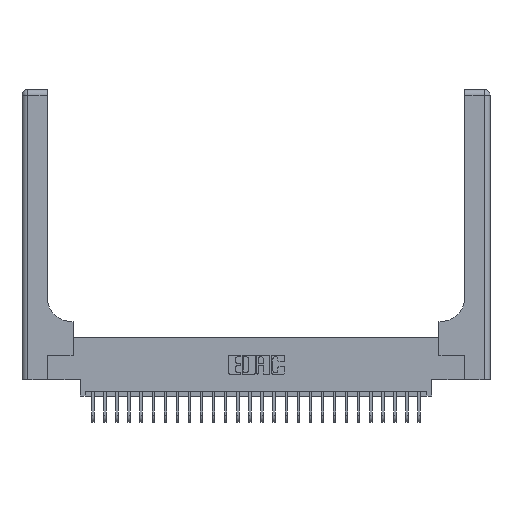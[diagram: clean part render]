
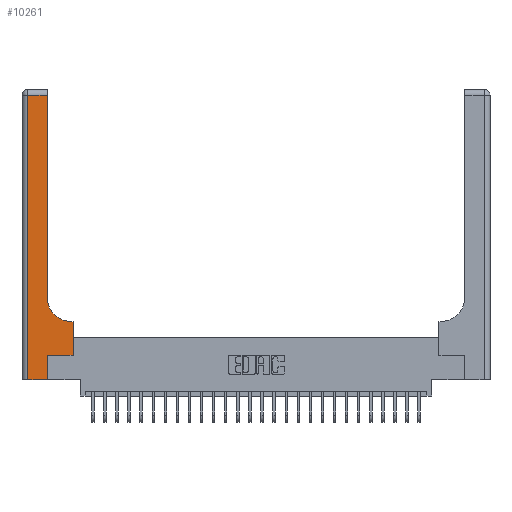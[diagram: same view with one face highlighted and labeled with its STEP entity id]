
A CAD part, top view. The second image highlights one B-rep face of the part: STEP entity #10261.
In plain terms, the highlighted planar face has unit normal (0, 0, 1).
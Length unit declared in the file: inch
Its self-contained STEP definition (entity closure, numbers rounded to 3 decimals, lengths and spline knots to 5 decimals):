
#126 = EDGE_CURVE ( 'NONE', #6972, #7508, #25840, .T. ) ;
#1135 = LINE ( 'NONE', #12238, #23213 ) ;
#1337 = VERTEX_POINT ( 'NONE', #21622 ) ;
#1551 = FACE_OUTER_BOUND ( 'NONE', #21516, .T. ) ;
#2690 = CARTESIAN_POINT ( 'NONE',  ( 0., 3., 0.37 ) ) ;
#2791 = EDGE_CURVE ( 'NONE', #13792, #21303, #16238, .T. ) ;
#2972 = DIRECTION ( 'NONE',  ( 1., 0., 0. ) ) ;
#3637 = ORIENTED_EDGE ( 'NONE', *, *, #10231, .T. ) ;
#3680 = VECTOR ( 'NONE', #22744, 39.37008 ) ;
#3681 = LINE ( 'NONE', #11544, #16177 ) ;
#3937 = ORIENTED_EDGE ( 'NONE', *, *, #13403, .T. ) ;
#5347 = CIRCLE ( 'NONE', #15744, 0.25 ) ;
#5384 = VERTEX_POINT ( 'NONE', #23546 ) ;
#6056 = VECTOR ( 'NONE', #9122, 39.37008 ) ;
#6075 = CARTESIAN_POINT ( 'NONE',  ( 0.528, 0.6, 0.37 ) ) ;
#6250 = CARTESIAN_POINT ( 'NONE',  ( 0.528, 0.25, 0.37 ) ) ;
#6972 = VERTEX_POINT ( 'NONE', #6075 ) ;
#7142 = VERTEX_POINT ( 'NONE', #19566 ) ;
#7317 = CARTESIAN_POINT ( 'NONE',  ( 0.265, 0.25, 0.37 ) ) ;
#7508 = VERTEX_POINT ( 'NONE', #25850 ) ;
#7713 = VECTOR ( 'NONE', #15479, 39.37008 ) ;
#7967 = EDGE_CURVE ( 'NONE', #5384, #23215, #10684, .T. ) ;
#9122 = DIRECTION ( 'NONE',  ( 1., 0., 0. ) ) ;
#9135 = DIRECTION ( 'NONE',  ( 0., 0., -1. ) ) ;
#9995 = DIRECTION ( 'NONE',  ( 0., 1., 0. ) ) ;
#10231 = EDGE_CURVE ( 'NONE', #1337, #13792, #23294, .T. ) ;
#10261 = ADVANCED_FACE ( 'NONE', ( #1551 ), #13207, .F. ) ;
#10264 = CARTESIAN_POINT ( 'NONE',  ( 0.26, 0.85, 0.37 ) ) ;
#10684 = LINE ( 'NONE', #7317, #7713 ) ;
#11167 = DIRECTION ( 'NONE',  ( -1., 0., 0. ) ) ;
#11544 = CARTESIAN_POINT ( 'NONE',  ( 0.26, 3., 0.37 ) ) ;
#11800 = VECTOR ( 'NONE', #11167, 39.37008 ) ;
#12125 = CARTESIAN_POINT ( 'NONE',  ( 0.26, 0.6, 0.37 ) ) ;
#12145 = DIRECTION ( 'NONE',  ( 0., 1., 0. ) ) ;
#12216 = VERTEX_POINT ( 'NONE', #10264 ) ;
#12238 = CARTESIAN_POINT ( 'NONE',  ( 0.265, 0., 0.37 ) ) ;
#12411 = ORIENTED_EDGE ( 'NONE', *, *, #19227, .T. ) ;
#12942 = ORIENTED_EDGE ( 'NONE', *, *, #14195, .T. ) ;
#13106 = CARTESIAN_POINT ( 'NONE',  ( 0., 0., 0.37 ) ) ;
#13207 = PLANE ( 'NONE',  #24509 ) ;
#13317 = DIRECTION ( 'NONE',  ( 0., 0., -1. ) ) ;
#13403 = EDGE_CURVE ( 'NONE', #21303, #7142, #18570, .T. ) ;
#13792 = VERTEX_POINT ( 'NONE', #19860 ) ;
#14195 = EDGE_CURVE ( 'NONE', #7508, #12216, #5347, .T. ) ;
#14205 = ORIENTED_EDGE ( 'NONE', *, *, #23164, .T. ) ;
#15479 = DIRECTION ( 'NONE',  ( 1., 0., 0. ) ) ;
#15744 = AXIS2_PLACEMENT_3D ( 'NONE', #24240, #13317, #2972 ) ;
#16177 = VECTOR ( 'NONE', #17902, 39.37008 ) ;
#16238 = LINE ( 'NONE', #18539, #3680 ) ;
#17427 = CARTESIAN_POINT ( 'NONE',  ( 0., 2.94, 0.37 ) ) ;
#17681 = ORIENTED_EDGE ( 'NONE', *, *, #24744, .T. ) ;
#17902 = DIRECTION ( 'NONE',  ( 0., 1., 0. ) ) ;
#17995 = ORIENTED_EDGE ( 'NONE', *, *, #126, .T. ) ;
#18178 = VECTOR ( 'NONE', #9995, 39.37008 ) ;
#18539 = CARTESIAN_POINT ( 'NONE',  ( 0.06, 3., 0.37 ) ) ;
#18570 = LINE ( 'NONE', #13106, #6056 ) ;
#19227 = EDGE_CURVE ( 'NONE', #12216, #1337, #3681, .T. ) ;
#19566 = CARTESIAN_POINT ( 'NONE',  ( 0.265, 0., 0.37 ) ) ;
#19860 = CARTESIAN_POINT ( 'NONE',  ( 0.06, 2.94, 0.37 ) ) ;
#20480 = ORIENTED_EDGE ( 'NONE', *, *, #7967, .T. ) ;
#21303 = VERTEX_POINT ( 'NONE', #24754 ) ;
#21516 = EDGE_LOOP ( 'NONE', ( #12411, #3637, #22347, #3937, #14205, #20480, #17681, #17995, #12942 ) ) ;
#21576 = DIRECTION ( 'NONE',  ( -1., 0., 0. ) ) ;
#21622 = CARTESIAN_POINT ( 'NONE',  ( 0.26, 2.94, 0.37 ) ) ;
#22347 = ORIENTED_EDGE ( 'NONE', *, *, #2791, .T. ) ;
#22744 = DIRECTION ( 'NONE',  ( 0., -1., 0. ) ) ;
#23164 = EDGE_CURVE ( 'NONE', #7142, #5384, #1135, .T. ) ;
#23213 = VECTOR ( 'NONE', #12145, 39.37008 ) ;
#23215 = VERTEX_POINT ( 'NONE', #6250 ) ;
#23294 = LINE ( 'NONE', #17427, #11800 ) ;
#23546 = CARTESIAN_POINT ( 'NONE',  ( 0.265, 0.25, 0.37 ) ) ;
#24240 = CARTESIAN_POINT ( 'NONE',  ( 0.51, 0.85, 0.37 ) ) ;
#24356 = CARTESIAN_POINT ( 'NONE',  ( 0.528, 0.25, 0.37 ) ) ;
#24509 = AXIS2_PLACEMENT_3D ( 'NONE', #2690, #9135, #21576 ) ;
#24744 = EDGE_CURVE ( 'NONE', #23215, #6972, #25746, .T. ) ;
#24754 = CARTESIAN_POINT ( 'NONE',  ( 0.06, 0., 0.37 ) ) ;
#25746 = LINE ( 'NONE', #24356, #18178 ) ;
#25840 = LINE ( 'NONE', #12125, #26507 ) ;
#25850 = CARTESIAN_POINT ( 'NONE',  ( 0.51, 0.6, 0.37 ) ) ;
#26460 = DIRECTION ( 'NONE',  ( -1., 0., 0. ) ) ;
#26507 = VECTOR ( 'NONE', #26460, 39.37008 ) ;
